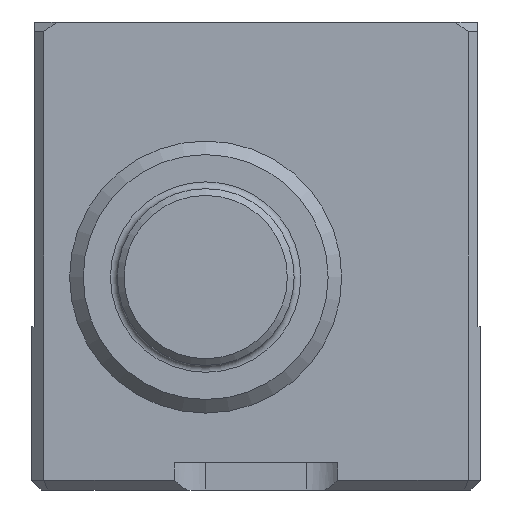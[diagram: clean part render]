
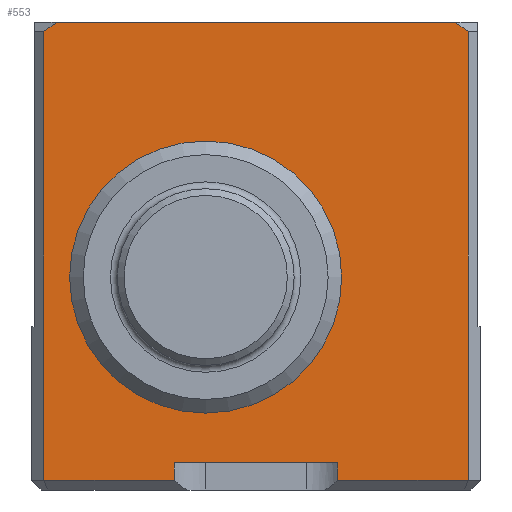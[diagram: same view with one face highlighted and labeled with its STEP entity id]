
A CAD part, left-side view. The second image highlights one B-rep face of the part: STEP entity #553.
In plain terms, the highlighted planar face has unit normal (-1, 0, 0).
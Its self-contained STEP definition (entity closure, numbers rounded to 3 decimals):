
#69=PLANE('',#1812);
#254=LINE('',#2604,#428);
#255=LINE('',#2606,#429);
#256=LINE('',#2608,#430);
#257=LINE('',#2610,#431);
#258=LINE('',#2612,#432);
#259=LINE('',#2614,#433);
#260=LINE('',#2616,#434);
#261=LINE('',#2618,#435);
#262=LINE('',#2620,#436);
#263=LINE('',#2622,#437);
#428=VECTOR('',#2066,1.);
#429=VECTOR('',#2067,1.);
#430=VECTOR('',#2068,1.);
#431=VECTOR('',#2069,1.);
#432=VECTOR('',#2070,1.);
#433=VECTOR('',#2071,1.);
#434=VECTOR('',#2072,1.);
#435=VECTOR('',#2073,1.);
#436=VECTOR('',#2074,1.);
#437=VECTOR('',#2075,1.);
#553=ADVANCED_FACE('',(#674,#675),#69,.T.);
#674=FACE_BOUND('',#750,.T.);
#675=FACE_BOUND('',#751,.T.);
#750=EDGE_LOOP('',(#958));
#751=EDGE_LOOP('',(#959,#960,#961,#962,#963,#964,#965,#966,#967,#968));
#958=ORIENTED_EDGE('',*,*,#1571,.F.);
#959=ORIENTED_EDGE('',*,*,#1572,.T.);
#960=ORIENTED_EDGE('',*,*,#1573,.T.);
#961=ORIENTED_EDGE('',*,*,#1574,.F.);
#962=ORIENTED_EDGE('',*,*,#1575,.F.);
#963=ORIENTED_EDGE('',*,*,#1576,.F.);
#964=ORIENTED_EDGE('',*,*,#1577,.T.);
#965=ORIENTED_EDGE('',*,*,#1578,.F.);
#966=ORIENTED_EDGE('',*,*,#1579,.T.);
#967=ORIENTED_EDGE('',*,*,#1580,.T.);
#968=ORIENTED_EDGE('',*,*,#1581,.T.);
#1365=VERTEX_POINT('',#2511);
#1398=VERTEX_POINT('',#2603);
#1399=VERTEX_POINT('',#2605);
#1400=VERTEX_POINT('',#2607);
#1401=VERTEX_POINT('',#2609);
#1402=VERTEX_POINT('',#2611);
#1403=VERTEX_POINT('',#2613);
#1404=VERTEX_POINT('',#2615);
#1405=VERTEX_POINT('',#2617);
#1406=VERTEX_POINT('',#2619);
#1407=VERTEX_POINT('',#2621);
#1571=EDGE_CURVE('',#1398,#1398,#1742,.T.);
#1572=EDGE_CURVE('',#1399,#1365,#254,.T.);
#1573=EDGE_CURVE('',#1365,#1400,#255,.T.);
#1574=EDGE_CURVE('',#1401,#1400,#256,.T.);
#1575=EDGE_CURVE('',#1402,#1401,#257,.T.);
#1576=EDGE_CURVE('',#1403,#1402,#258,.T.);
#1577=EDGE_CURVE('',#1403,#1404,#259,.T.);
#1578=EDGE_CURVE('',#1405,#1404,#260,.T.);
#1579=EDGE_CURVE('',#1405,#1406,#261,.T.);
#1580=EDGE_CURVE('',#1406,#1407,#262,.T.);
#1581=EDGE_CURVE('',#1407,#1399,#263,.T.);
#1742=CIRCLE('',#1811,5.);
#1811=AXIS2_PLACEMENT_3D('',#2602,#2064,#2065);
#1812=AXIS2_PLACEMENT_3D('',#2623,#2076,#2077);
#2064=DIRECTION('',(-1.,0.,0.));
#2065=DIRECTION('',(0.,0.,1.));
#2066=DIRECTION('',(0.,0.,-1.));
#2067=DIRECTION('',(0.,-1.,0.));
#2068=DIRECTION('',(0.,0.,-1.));
#2069=DIRECTION('',(0.,1.,0.));
#2070=DIRECTION('',(0.,0.,1.));
#2071=DIRECTION('',(0.,-1.,0.));
#2072=DIRECTION('',(0.,0.,-1.));
#2073=DIRECTION('',(0.,0.816,0.577));
#2074=DIRECTION('',(0.,1.,0.));
#2075=DIRECTION('',(0.,0.816,-0.577));
#2076=DIRECTION('',(-1.,0.,0.));
#2077=DIRECTION('',(0.,0.,1.));
#2511=CARTESIAN_POINT('',(-18.,7.8,1.15));
#2602=CARTESIAN_POINT('',(-18.,1.85,8.625));
#2603=CARTESIAN_POINT('',(-18.,1.85,13.625));
#2604=CARTESIAN_POINT('',(-18.,7.8,25.8));
#2605=CARTESIAN_POINT('',(-18.,7.8,17.65));
#2606=CARTESIAN_POINT('',(-18.,8.25,1.15));
#2607=CARTESIAN_POINT('',(-18.,3.,1.15));
#2608=CARTESIAN_POINT('',(-18.,3.,0.8));
#2609=CARTESIAN_POINT('',(-18.,3.,1.8));
#2610=CARTESIAN_POINT('',(-18.,0.,1.8));
#2611=CARTESIAN_POINT('',(-18.,-3.,1.8));
#2612=CARTESIAN_POINT('',(-18.,-3.,0.8));
#2613=CARTESIAN_POINT('',(-18.,-3.,1.15));
#2614=CARTESIAN_POINT('',(-18.,8.25,1.15));
#2615=CARTESIAN_POINT('',(-18.,-7.8,1.15));
#2616=CARTESIAN_POINT('',(-18.,-7.8,25.8));
#2617=CARTESIAN_POINT('',(-18.,-7.8,17.65));
#2618=CARTESIAN_POINT('',(-18.,-10.543,15.71));
#2619=CARTESIAN_POINT('',(-18.,-7.305,18.));
#2620=CARTESIAN_POINT('',(-18.,0.,18.));
#2621=CARTESIAN_POINT('',(-18.,7.305,18.));
#2622=CARTESIAN_POINT('',(-18.,10.543,15.71));
#2623=CARTESIAN_POINT('',(-18.,0.,0.8));
